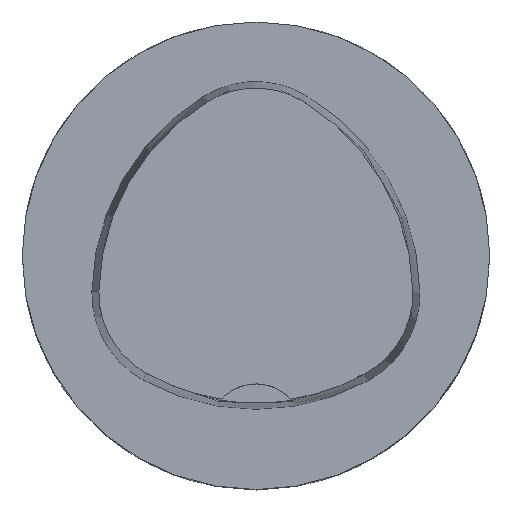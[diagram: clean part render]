
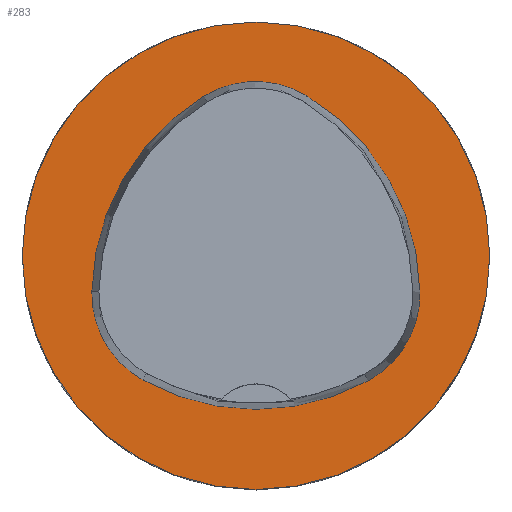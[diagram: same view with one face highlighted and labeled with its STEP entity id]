
A CAD part, top view. The second image highlights one B-rep face of the part: STEP entity #283.
In plain terms, the highlighted planar face has unit normal (0, 0, 1).
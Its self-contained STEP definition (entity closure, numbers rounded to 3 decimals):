
#283=ADVANCED_FACE('',(#690,#691),#360,.T.);
#360=PLANE('',#1921);
#690=FACE_BOUND('',#743,.T.);
#691=FACE_BOUND('',#744,.T.);
#743=EDGE_LOOP('',(#1012,#1013,#1014,#1015,#1016,#1017));
#744=EDGE_LOOP('',(#1018));
#1012=ORIENTED_EDGE('',*,*,#1586,.T.);
#1013=ORIENTED_EDGE('',*,*,#1566,.T.);
#1014=ORIENTED_EDGE('',*,*,#1570,.T.);
#1015=ORIENTED_EDGE('',*,*,#1573,.T.);
#1016=ORIENTED_EDGE('',*,*,#1576,.T.);
#1017=ORIENTED_EDGE('',*,*,#1584,.T.);
#1018=ORIENTED_EDGE('',*,*,#1589,.F.);
#1379=VERTEX_POINT('',#2869);
#1380=VERTEX_POINT('',#2870);
#1383=VERTEX_POINT('',#2878);
#1385=VERTEX_POINT('',#2884);
#1387=VERTEX_POINT('',#2890);
#1394=VERTEX_POINT('',#2911);
#1395=VERTEX_POINT('',#2921);
#1566=EDGE_CURVE('',#1379,#1380,#1722,.T.);
#1570=EDGE_CURVE('',#1380,#1383,#1724,.T.);
#1573=EDGE_CURVE('',#1383,#1385,#1726,.T.);
#1576=EDGE_CURVE('',#1385,#1387,#1728,.T.);
#1584=EDGE_CURVE('',#1387,#1394,#1732,.T.);
#1586=EDGE_CURVE('',#1394,#1379,#1734,.T.);
#1589=EDGE_CURVE('',#1395,#1395,#1737,.T.);
#1722=CIRCLE('',#1898,20.);
#1724=CIRCLE('',#1901,8.5);
#1726=CIRCLE('',#1904,20.);
#1728=CIRCLE('',#1907,8.5);
#1732=CIRCLE('',#1912,20.);
#1734=CIRCLE('',#1915,8.5);
#1737=CIRCLE('',#1920,20.);
#1898=AXIS2_PLACEMENT_3D('',#2868,#2218,#2219);
#1901=AXIS2_PLACEMENT_3D('',#2877,#2226,#2227);
#1904=AXIS2_PLACEMENT_3D('',#2883,#2233,#2234);
#1907=AXIS2_PLACEMENT_3D('',#2889,#2240,#2241);
#1912=AXIS2_PLACEMENT_3D('',#2912,#2252,#2253);
#1915=AXIS2_PLACEMENT_3D('',#2915,#2258,#2259);
#1920=AXIS2_PLACEMENT_3D('',#2920,#2268,#2269);
#1921=AXIS2_PLACEMENT_3D('',#2922,#2270,#2271);
#2218=DIRECTION('',(0.,0.,-1.));
#2219=DIRECTION('',(-1.,0.,0.));
#2226=DIRECTION('',(0.,0.,-1.));
#2227=DIRECTION('',(-1.,0.,0.));
#2233=DIRECTION('',(0.,0.,-1.));
#2234=DIRECTION('',(-1.,0.,0.));
#2240=DIRECTION('',(0.,0.,-1.));
#2241=DIRECTION('',(-1.,0.,0.));
#2252=DIRECTION('',(0.,0.,-1.));
#2253=DIRECTION('',(-1.,0.,0.));
#2258=DIRECTION('',(0.,0.,-1.));
#2259=DIRECTION('',(-1.,0.,0.));
#2268=DIRECTION('',(0.,0.,-1.));
#2269=DIRECTION('',(-1.,0.,0.));
#2270=DIRECTION('',(0.,0.,1.));
#2271=DIRECTION('',(1.,0.,0.));
#2868=CARTESIAN_POINT('',(5.955,-3.414,0.));
#2869=CARTESIAN_POINT('',(-14.041,-3.042,0.));
#2870=CARTESIAN_POINT('',(-4.472,13.653,0.));
#2877=CARTESIAN_POINT('',(-0.04,6.4,0.));
#2878=CARTESIAN_POINT('',(4.347,13.68,0.));
#2883=CARTESIAN_POINT('',(-5.976,-3.45,0.));
#2884=CARTESIAN_POINT('',(14.021,-3.075,0.));
#2889=CARTESIAN_POINT('',(5.522,-3.235,0.));
#2890=CARTESIAN_POINT('',(9.588,-10.699,0.));
#2911=CARTESIAN_POINT('',(-9.655,-10.639,0.));
#2912=CARTESIAN_POINT('',(0.022,6.864,0.));
#2915=CARTESIAN_POINT('',(-5.543,-3.2,0.));
#2920=CARTESIAN_POINT('',(0.,0.,0.));
#2921=CARTESIAN_POINT('',(-20.,0.,0.));
#2922=CARTESIAN_POINT('',(0.,0.,0.));
